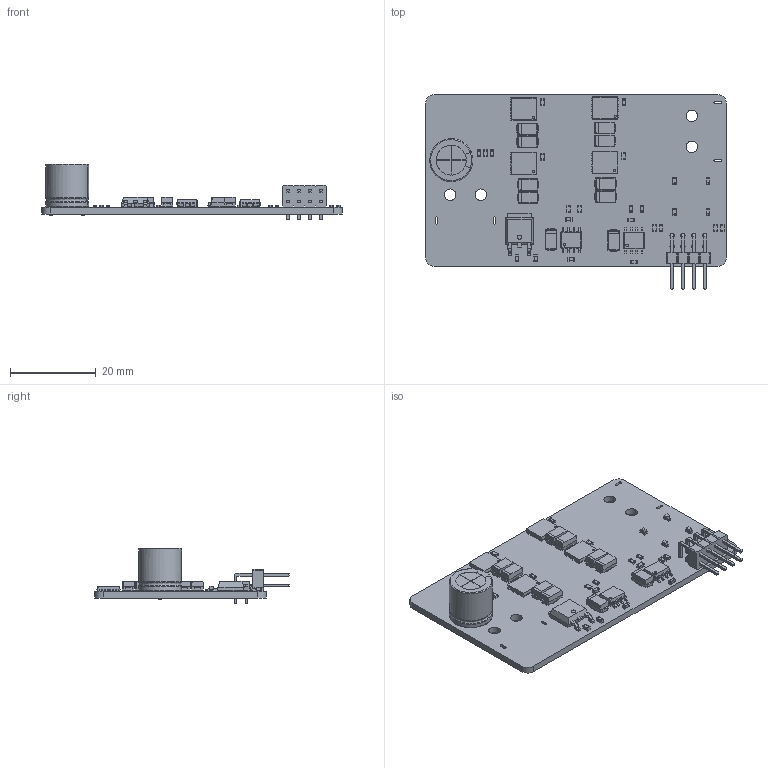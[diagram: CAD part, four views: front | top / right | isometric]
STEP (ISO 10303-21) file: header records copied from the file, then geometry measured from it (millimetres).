
FILE_DESCRIPTION(('KiCad electronic assembly'),'2;1');
FILE_NAME('GOD_DC_MD.step','2025-02-11T18:02:04',('Pcbnew'),('Kicad'), 'Open CASCADE STEP processor 7.8','KiCad to STEP converter','Unknown' );
FILE_SCHEMA(('AUTOMOTIVE_DESIGN { 1 0 10303 214 1 1 1 1 }'));
Length unit declared in the file: millimetre
Products named in the file (20): GOD_DC_MD 1; CP_Radial_D10.0mm_P7.50mm; CP_Radial_D100mm_P750mm; D_SMA; SOIC-8_3.9x4.9mm_P1.27mm; SOIC_8_39x49mm_P127mm; PinHeader_2x04_P2.54mm_Horizontal; PinHeader_2x04_P254mm_Horizontal; C_0603_1608Metric; R_0603_1608Metric; TDSON-8-1; TDSON_8_1; LED_0603_1608Metric; TO-252-2; CQ assembly; GOD_DC_MD_PCB
Assembly tree (54 placements, depth 3):
  GOD_DC_MD 1
    CP_Radial_D10.0mm_P7.50mm
      CP_Radial_D100mm_P750mm
    D_SMA  x10
      D_SMA
    SOIC-8_3.9x4.9mm_P1.27mm  x2
      SOIC_8_39x49mm_P127mm
    PinHeader_2x04_P2.54mm_Horizontal
      PinHeader_2x04_P254mm_Horizontal
    C_0603_1608Metric  x6
      C_0603_1608Metric
    R_0603_1608Metric  x15
      R_0603_1608Metric
    TDSON-8-1  x4
      TDSON_8_1
    LED_0603_1608Metric  x4
      LED_0603_1608Metric
    TO-252-2
      CQ assembly
    GOD_DC_MD_PCB
Bounding box: 70 x 45.43 x 13 mm (x, y, z)
Volume: 5923.9 mm3; surface area: 8496.8 mm2
Topology: 49 solids, 50 shells, 2137 faces, 5526 edges, 3539 vertices
Faces by surface type: plane 1501, cylinder 397, bspline 233, revolution 4, torus 2
Full cylindrical faces by diameter (mm): 0.5 x4, 0.6 x2, 0.7 x2, 1 x11, 2.7 x4
Entity records: 27715 total; most frequent: CARTESIAN_POINT 4919, ORIENTED_EDGE 3794, DIRECTION 3551, EDGE_CURVE 1897, LINE 1509, VECTOR 1509, VERTEX_POINT 1209, AXIS2_PLACEMENT_3D 1019
